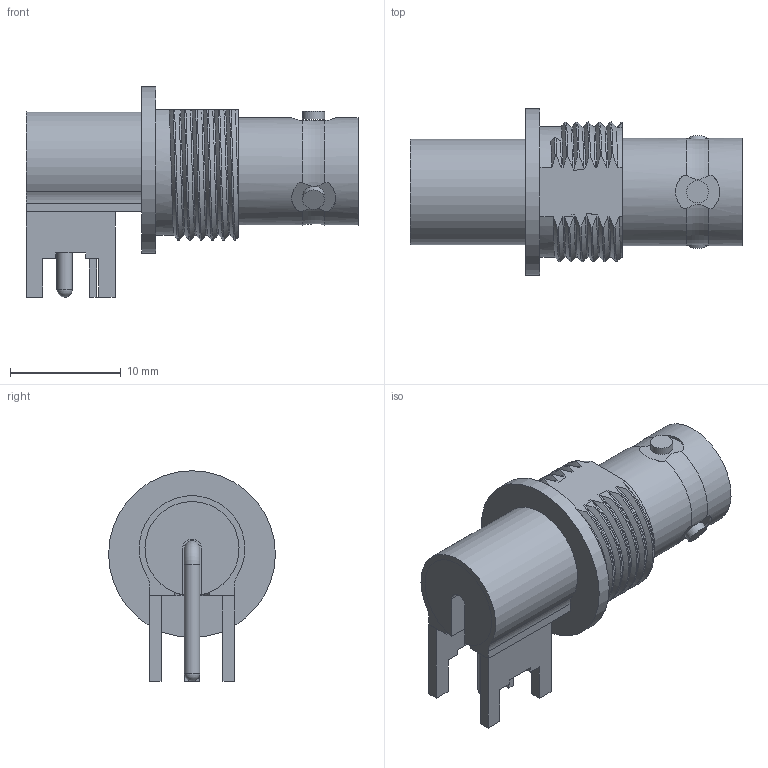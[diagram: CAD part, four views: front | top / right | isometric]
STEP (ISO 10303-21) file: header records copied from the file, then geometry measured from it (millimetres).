
FILE_DESCRIPTION(/* description */ (''),/* implementation_level */ '2;1');
FILE_NAME(/* name */ 'TROMPETER_CBBJR79A.stp',/* time_stamp */ '2016-09-16T14:49:36+02:00',/* author */ ('bcivel'),/* organization */ (''),/* preprocessor_version */ 'ST-DEVELOPER v16.1',/* originating_system */ 'AutoCAD Mechanical',/* authorisation */ ', , ');
FILE_SCHEMA (('AUTOMOTIVE_DESIGN { 1 0 10303 214 3 1 1 }'));
Length unit declared in the file: millimetre
Products named in the file (1): Product
Bounding box: 29.99 x 15.06 x 19 mm (x, y, z)
Volume: 2309.8 mm3; surface area: 3764.6 mm2
Topology: 9 solids, 9 shells, 143 faces, 352 edges, 229 vertices
Faces by surface type: plane 68, cylinder 39, bspline 29, torus 6, sphere 1
Full cylindrical faces by diameter (mm): 1 x1, 1.2 x2, 1.4 x2, 2 x3, 3.2 x1, 4.1 x1, 4.9 x1, 8.3 x1, 8.5 x1, 9.7 x2, 15.06 x1
Entity records: 14362 total; most frequent: CARTESIAN_POINT 11276, ORIENTED_EDGE 650, DIRECTION 529, EDGE_CURVE 325, VERTEX_POINT 222, AXIS2_PLACEMENT_3D 187, EDGE_LOOP 171, LINE 155
